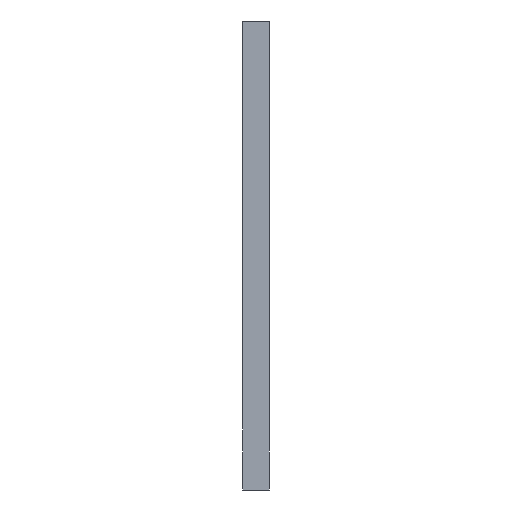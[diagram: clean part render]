
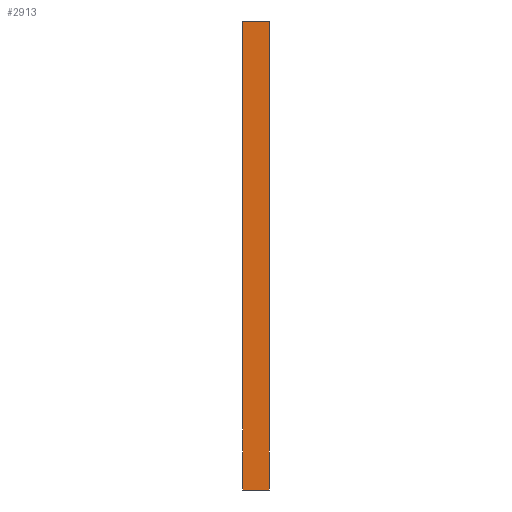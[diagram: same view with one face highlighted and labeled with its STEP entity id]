
A CAD part, left-side view. The second image highlights one B-rep face of the part: STEP entity #2913.
In plain terms, the highlighted planar face has unit normal (-1, 0, 0).
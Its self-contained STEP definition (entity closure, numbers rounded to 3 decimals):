
#424=FACE_OUTER_BOUND('',#588,.T.);
#588=EDGE_LOOP('',(#2692,#2693,#2694,#2695));
#847=LINE('',#5768,#1113);
#849=LINE('',#5778,#1115);
#854=LINE('',#5791,#1120);
#855=LINE('',#5792,#1121);
#1113=VECTOR('',#3373,10.);
#1115=VECTOR('',#3381,10.);
#1120=VECTOR('',#3396,10.);
#1121=VECTOR('',#3397,10.);
#1400=VERTEX_POINT('',#5761);
#1403=VERTEX_POINT('',#5766);
#1407=VERTEX_POINT('',#5775);
#1408=VERTEX_POINT('',#5777);
#1829=EDGE_CURVE('',#1403,#1400,#847,.T.);
#1833=EDGE_CURVE('',#1407,#1408,#849,.T.);
#1840=EDGE_CURVE('',#1407,#1400,#854,.T.);
#1841=EDGE_CURVE('',#1408,#1403,#855,.T.);
#2692=ORIENTED_EDGE('',*,*,#1833,.F.);
#2693=ORIENTED_EDGE('',*,*,#1840,.T.);
#2694=ORIENTED_EDGE('',*,*,#1829,.F.);
#2695=ORIENTED_EDGE('',*,*,#1841,.F.);
#2767=PLANE('',#2996);
#2913=ADVANCED_FACE('',(#424),#2767,.T.);
#2996=AXIS2_PLACEMENT_3D('',#5790,#3394,#3395);
#3373=DIRECTION('',(0.,0.,1.));
#3381=DIRECTION('',(0.,0.,-1.));
#3394=DIRECTION('center_axis',(-1.,0.,0.));
#3395=DIRECTION('ref_axis',(0.,0.,1.));
#3396=DIRECTION('',(0.,1.,0.));
#3397=DIRECTION('',(0.,1.,0.));
#5761=CARTESIAN_POINT('',(-12.7,1.,8.89));
#5766=CARTESIAN_POINT('',(-12.7,1.,-8.89));
#5768=CARTESIAN_POINT('',(-12.7,1.,8.89));
#5775=CARTESIAN_POINT('',(-12.7,0.,8.89));
#5777=CARTESIAN_POINT('',(-12.7,0.,-8.89));
#5778=CARTESIAN_POINT('',(-12.7,0.,8.89));
#5790=CARTESIAN_POINT('Origin',(-12.7,0.,-8.89));
#5791=CARTESIAN_POINT('',(-12.7,0.,8.89));
#5792=CARTESIAN_POINT('',(-12.7,0.,-8.89));
